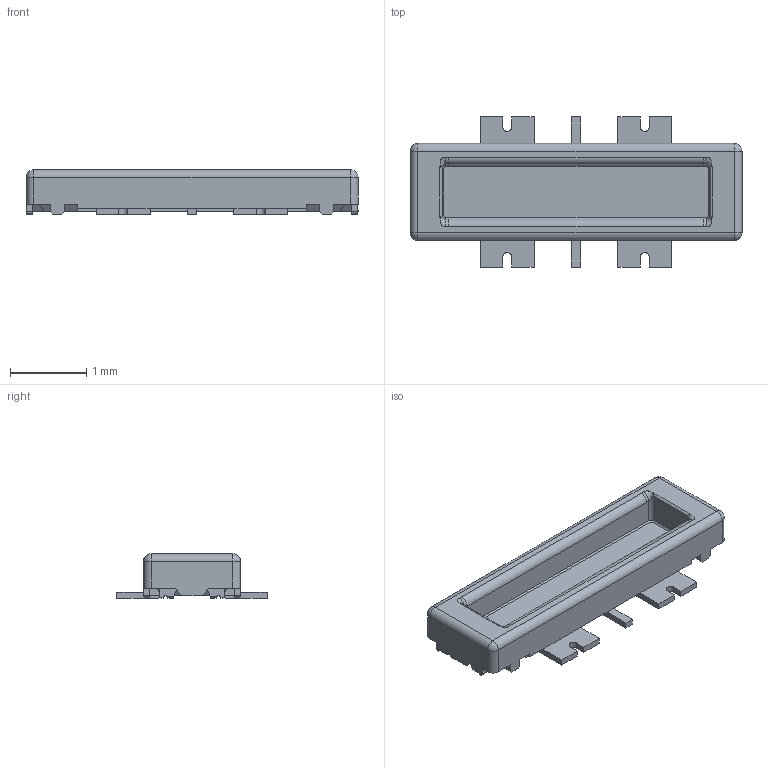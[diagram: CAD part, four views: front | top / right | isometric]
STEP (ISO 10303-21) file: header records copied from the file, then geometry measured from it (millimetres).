
FILE_DESCRIPTION (( 'STEP AP214' ), '1' );
FILE_NAME ('14_7129_002_001_829_+.STEP', '2016-02-09T06:20:57', ( '' ), ( '' ), 'SwSTEP 2.0', 'SolidWorks 2014', '' );
FILE_SCHEMA (( 'AUTOMOTIVE_DESIGN' ));
Length unit declared in the file: millimetre
Products named in the file (1): 14_7129_002_001_829_+
Bounding box: 4.35 x 1.97 x 0.58 mm (x, y, z)
Volume: 2 mm3; surface area: 22.8 mm2
Topology: 1 solids, 1 shells, 203 faces, 564 edges, 360 vertices
Faces by surface type: plane 149, cylinder 40, bspline 6, cone 4, sphere 4
Entity records: 8843 total; most frequent: CARTESIAN_POINT 1490, ORIENTED_EDGE 1120, DIRECTION 988, EDGE_CURVE 560, LINE 464, VECTOR 464, VERTEX_POINT 360, AXIS2_PLACEMENT_3D 262
